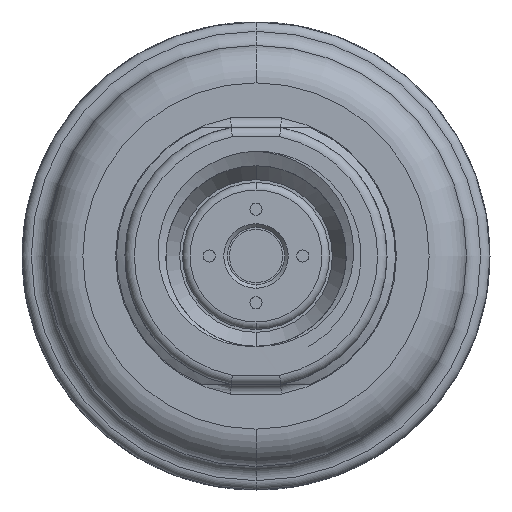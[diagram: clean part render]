
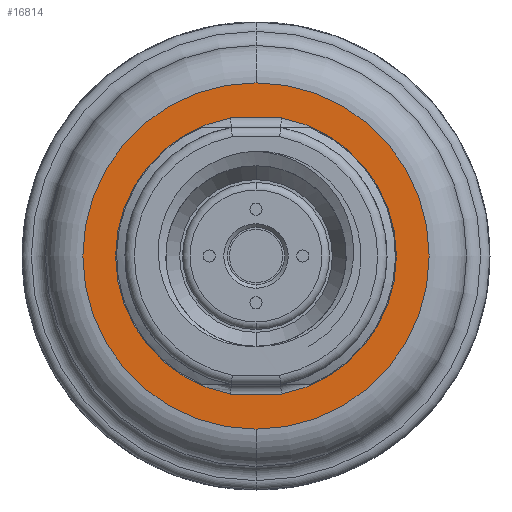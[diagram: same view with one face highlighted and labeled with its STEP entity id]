
A CAD part, front view. The second image highlights one B-rep face of the part: STEP entity #16814.
In plain terms, the highlighted planar face has unit normal (0, -1, 0).
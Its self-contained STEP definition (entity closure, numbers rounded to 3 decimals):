
#2028=CARTESIAN_POINT('',(0.,-3.,0.));
#2029=DIRECTION('',(0.,-1.,0.));
#2030=DIRECTION('',(0.,0.,-1.));
#2031=AXIS2_PLACEMENT_3D('',#2028,#2029,#2030);
#2033=CARTESIAN_POINT('',(0.,-3.,0.));
#2034=DIRECTION('',(0.,-1.,0.));
#2035=DIRECTION('',(0.,0.,1.));
#2036=AXIS2_PLACEMENT_3D('',#2033,#2034,#2035);
#2038=CARTESIAN_POINT('',(0.,-3.,0.));
#2039=DIRECTION('',(0.,-1.,0.));
#2040=DIRECTION('',(-0.182,0.,0.983));
#2041=AXIS2_PLACEMENT_3D('',#2038,#2039,#2040);
#2043=DIRECTION('',(1.,0.,0.));
#2044=VECTOR('',#2043,5.454);
#2045=CARTESIAN_POINT('',(-2.727,-3.,-14.75));
#2046=LINE('',#2045,#2044);
#2047=CARTESIAN_POINT('',(0.,-3.,0.));
#2048=DIRECTION('',(0.,-1.,0.));
#2049=DIRECTION('',(0.182,0.,-0.983));
#2050=AXIS2_PLACEMENT_3D('',#2047,#2048,#2049);
#2052=DIRECTION('',(-1.,0.,0.));
#2053=VECTOR('',#2052,5.454);
#2054=CARTESIAN_POINT('',(2.727,-3.,14.75));
#2055=LINE('',#2054,#2053);
#13030=CARTESIAN_POINT('',(-2.727,-3.,14.75));
#13031=CARTESIAN_POINT('',(-2.727,-3.,-14.75));
#13032=VERTEX_POINT('',#13030);
#13033=VERTEX_POINT('',#13031);
#13038=CARTESIAN_POINT('',(2.727,-3.,-14.75));
#13039=CARTESIAN_POINT('',(2.727,-3.,14.75));
#13040=VERTEX_POINT('',#13038);
#13041=VERTEX_POINT('',#13039);
#13282=CARTESIAN_POINT('',(0.,-3.,-18.5));
#13283=CARTESIAN_POINT('',(0.,-3.,18.5));
#13284=VERTEX_POINT('',#13282);
#13285=VERTEX_POINT('',#13283);
#16794=CARTESIAN_POINT('',(0.,-3.,0.));
#16795=DIRECTION('',(0.,-1.,0.));
#16796=DIRECTION('',(0.,0.,1.));
#16797=AXIS2_PLACEMENT_3D('',#16794,#16795,#16796);
#16798=PLANE('',#16797);
#16800=ORIENTED_EDGE('',*,*,#16799,.F.);
#16802=ORIENTED_EDGE('',*,*,#16801,.F.);
#16803=EDGE_LOOP('',(#16800,#16802));
#16804=FACE_OUTER_BOUND('',#16803,.F.);
#16805=ORIENTED_EDGE('',*,*,#16784,.T.);
#16807=ORIENTED_EDGE('',*,*,#16806,.T.);
#16809=ORIENTED_EDGE('',*,*,#16808,.T.);
#16811=ORIENTED_EDGE('',*,*,#16810,.T.);
#16812=EDGE_LOOP('',(#16805,#16807,#16809,#16811));
#16813=FACE_BOUND('',#16812,.F.);
#16814=ADVANCED_FACE('',(#16804,#16813),#16798,.T.);
#2032=CIRCLE('',#2031,18.5);
#2037=CIRCLE('',#2036,18.5);
#2042=CIRCLE('',#2041,15.);
#2051=CIRCLE('',#2050,15.);
#16784=EDGE_CURVE('',#13032,#13033,#2042,.T.);
#16799=EDGE_CURVE('',#13284,#13285,#2032,.T.);
#16801=EDGE_CURVE('',#13285,#13284,#2037,.T.);
#16806=EDGE_CURVE('',#13033,#13040,#2046,.T.);
#16808=EDGE_CURVE('',#13040,#13041,#2051,.T.);
#16810=EDGE_CURVE('',#13041,#13032,#2055,.T.);
